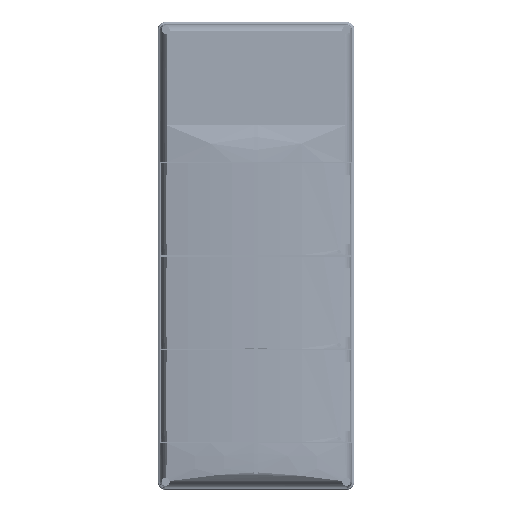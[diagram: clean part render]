
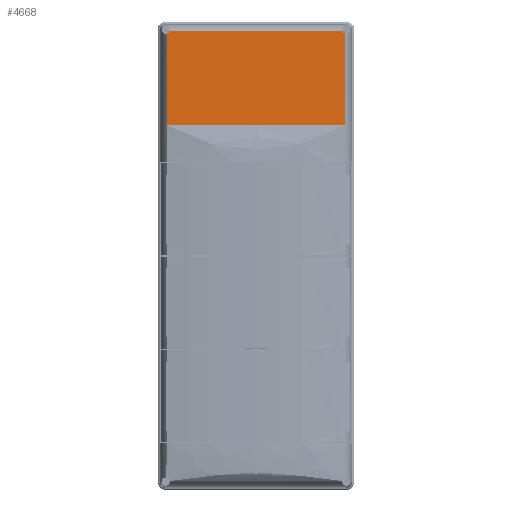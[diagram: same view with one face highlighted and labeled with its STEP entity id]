
A CAD part, top view. The second image highlights one B-rep face of the part: STEP entity #4668.
In plain terms, the highlighted planar face has unit normal (0, 0, 1).
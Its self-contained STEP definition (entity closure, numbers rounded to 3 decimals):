
#4668 = ADVANCED_FACE( '', ( #12739 ), #12740, .T. );
#12739 = FACE_OUTER_BOUND( '', #25163, .T. );
#12740 = PLANE( '', #25164 );
#25163 = EDGE_LOOP( '', ( #39092, #39093, #39094, #39095, #39096, #39097, #39098, #39099 ) );
#25164 = AXIS2_PLACEMENT_3D( '', #39100, #39101, #39102 );
#39092 = ORIENTED_EDGE( '', *, *, #72246, .F. );
#39093 = ORIENTED_EDGE( '', *, *, #72247, .T. );
#39094 = ORIENTED_EDGE( '', *, *, #72248, .F. );
#39095 = ORIENTED_EDGE( '', *, *, #72249, .T. );
#39096 = ORIENTED_EDGE( '', *, *, #72250, .F. );
#39097 = ORIENTED_EDGE( '', *, *, #72251, .T. );
#39098 = ORIENTED_EDGE( '', *, *, #72252, .T. );
#39099 = ORIENTED_EDGE( '', *, *, #72253, .T. );
#39100 = CARTESIAN_POINT( '', ( 175., -360., 54.45 ) );
#39101 = DIRECTION( '', ( 0., 0., 1. ) );
#39102 = DIRECTION( '', ( 1., 0., 0. ) );
#72246 = EDGE_CURVE( '', #86542, #86543, #86544, .F. );
#72247 = EDGE_CURVE( '', #86542, #86545, #86546, .F. );
#72248 = EDGE_CURVE( '', #86547, #86545, #86548, .T. );
#72249 = EDGE_CURVE( '', #86547, #86549, #86550, .F. );
#72250 = EDGE_CURVE( '', #86551, #86549, #86552, .T. );
#72251 = EDGE_CURVE( '', #86551, #86553, #86554, .T. );
#72252 = EDGE_CURVE( '', #86553, #86555, #86556, .T. );
#72253 = EDGE_CURVE( '', #86555, #86543, #86557, .T. );
#86542 = VERTEX_POINT( '', #107080 );
#86543 = VERTEX_POINT( '', #107081 );
#86544 = LINE( '', #107082, #107083 );
#86545 = VERTEX_POINT( '', #107084 );
#86546 = CIRCLE( '', #107085, 6.5 );
#86547 = VERTEX_POINT( '', #107086 );
#86548 = LINE( '', #107087, #107088 );
#86549 = VERTEX_POINT( '', #107089 );
#86550 = CIRCLE( '', #107090, 6.5 );
#86551 = VERTEX_POINT( '', #107091 );
#86552 = LINE( '', #107092, #107093 );
#86553 = VERTEX_POINT( '', #107094 );
#86554 = LINE( '', #107095, #107096 );
#86555 = VERTEX_POINT( '', #107097 );
#86556 = LINE( '', #107098, #107099 );
#86557 = LINE( '', #107100, #107101 );
#107080 = CARTESIAN_POINT( '', ( -142.5, -356.5, 54.45 ) );
#107081 = CARTESIAN_POINT( '', ( -142.5, -209.494, 54.45 ) );
#107082 = CARTESIAN_POINT( '', ( -142.5, 375.25, 54.45 ) );
#107083 = VECTOR( '', #134908, 1000. );
#107084 = CARTESIAN_POINT( '', ( -139., -360., 54.45 ) );
#107085 = AXIS2_PLACEMENT_3D( '', #134909, #134910, #134911 );
#107086 = CARTESIAN_POINT( '', ( 139., -360., 54.45 ) );
#107087 = CARTESIAN_POINT( '', ( 175., -360., 54.45 ) );
#107088 = VECTOR( '', #134912, 1000. );
#107089 = CARTESIAN_POINT( '', ( 142.5, -356.5, 54.45 ) );
#107090 = AXIS2_PLACEMENT_3D( '', #134913, #134914, #134915 );
#107091 = CARTESIAN_POINT( '', ( 142.5, -209.494, 54.45 ) );
#107092 = CARTESIAN_POINT( '', ( 142.5, 375.25, 54.45 ) );
#107093 = VECTOR( '', #134916, 1000. );
#107094 = CARTESIAN_POINT( '', ( 3.991, -209.494, 54.45 ) );
#107095 = CARTESIAN_POINT( '', ( 175., -209.494, 54.45 ) );
#107096 = VECTOR( '', #134917, 1000. );
#107097 = CARTESIAN_POINT( '', ( -3.991, -209.494, 54.45 ) );
#107098 = CARTESIAN_POINT( '', ( 3.991, -209.494, 54.45 ) );
#107099 = VECTOR( '', #134918, 1000. );
#107100 = CARTESIAN_POINT( '', ( 175., -209.494, 54.45 ) );
#107101 = VECTOR( '', #134919, 1000. );
#134908 = DIRECTION( '', ( 0., -1., 0. ) );
#134909 = CARTESIAN_POINT( '', ( -145., -362.5, 54.45 ) );
#134910 = DIRECTION( '', ( 0., 0., 1. ) );
#134911 = DIRECTION( '', ( 1., 0., 0. ) );
#134912 = DIRECTION( '', ( -1., 0., 0. ) );
#134913 = CARTESIAN_POINT( '', ( 145., -362.5, 54.45 ) );
#134914 = DIRECTION( '', ( 0., 0., 1. ) );
#134915 = DIRECTION( '', ( 1., 0., 0. ) );
#134916 = DIRECTION( '', ( 0., -1., 0. ) );
#134917 = DIRECTION( '', ( -1., 0., 0. ) );
#134918 = DIRECTION( '', ( -1., 0., 0. ) );
#134919 = DIRECTION( '', ( -1., 0., 0. ) );
